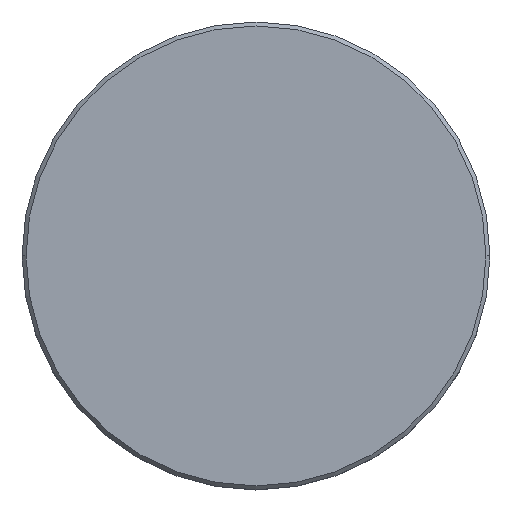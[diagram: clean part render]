
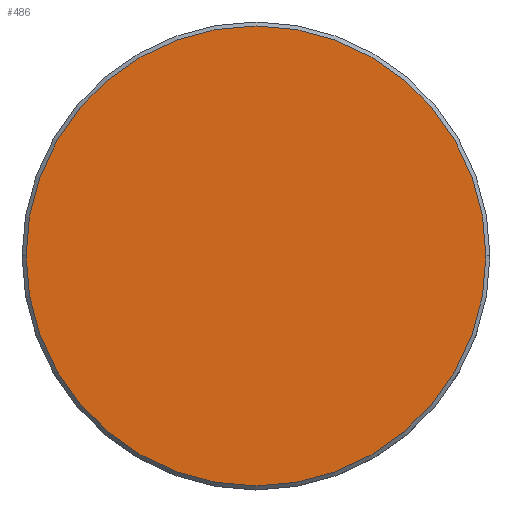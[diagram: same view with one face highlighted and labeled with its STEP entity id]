
A CAD part, top view. The second image highlights one B-rep face of the part: STEP entity #486.
In plain terms, the highlighted planar face has unit normal (0, 0, 1).
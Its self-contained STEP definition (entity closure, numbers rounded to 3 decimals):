
#15 = CARTESIAN_POINT ( 'NONE',  ( 29., 0., 0. ) ) ;
#23 = EDGE_CURVE ( 'NONE', #894, #462, #371, .T. ) ;
#113 = DIRECTION ( 'NONE',  ( 0., 0., 1. ) ) ;
#198 = DIRECTION ( 'NONE',  ( 0., 0., 1. ) ) ;
#296 = CARTESIAN_POINT ( 'NONE',  ( 0., 0., 0. ) ) ;
#371 = CIRCLE ( 'NONE', #711, 29. ) ;
#387 = ORIENTED_EDGE ( 'NONE', *, *, #23, .T. ) ;
#462 = VERTEX_POINT ( 'NONE', #464 ) ;
#464 = CARTESIAN_POINT ( 'NONE',  ( -29., 0., 0. ) ) ;
#486 = ADVANCED_FACE ( 'NONE', ( #549 ), #819, .T. ) ;
#549 = FACE_OUTER_BOUND ( 'NONE', #1041, .T. ) ;
#646 = CARTESIAN_POINT ( 'NONE',  ( 0., 0., 0. ) ) ;
#653 = CARTESIAN_POINT ( 'NONE',  ( 0., 0., 0. ) ) ;
#711 = AXIS2_PLACEMENT_3D ( 'NONE', #646, #827, #1010 ) ;
#819 = PLANE ( 'NONE',  #976 ) ;
#827 = DIRECTION ( 'NONE',  ( 0., 0., 1. ) ) ;
#839 = EDGE_CURVE ( 'NONE', #462, #894, #1120, .T. ) ;
#894 = VERTEX_POINT ( 'NONE', #15 ) ;
#922 = AXIS2_PLACEMENT_3D ( 'NONE', #653, #198, #1097 ) ;
#976 = AXIS2_PLACEMENT_3D ( 'NONE', #296, #113, #1117 ) ;
#1010 = DIRECTION ( 'NONE',  ( 1., 0., 0. ) ) ;
#1041 = EDGE_LOOP ( 'NONE', ( #1048, #387 ) ) ;
#1048 = ORIENTED_EDGE ( 'NONE', *, *, #839, .T. ) ;
#1097 = DIRECTION ( 'NONE',  ( 1., 0., 0. ) ) ;
#1117 = DIRECTION ( 'NONE',  ( 1., 0., 0. ) ) ;
#1120 = CIRCLE ( 'NONE', #922, 29. ) ;
